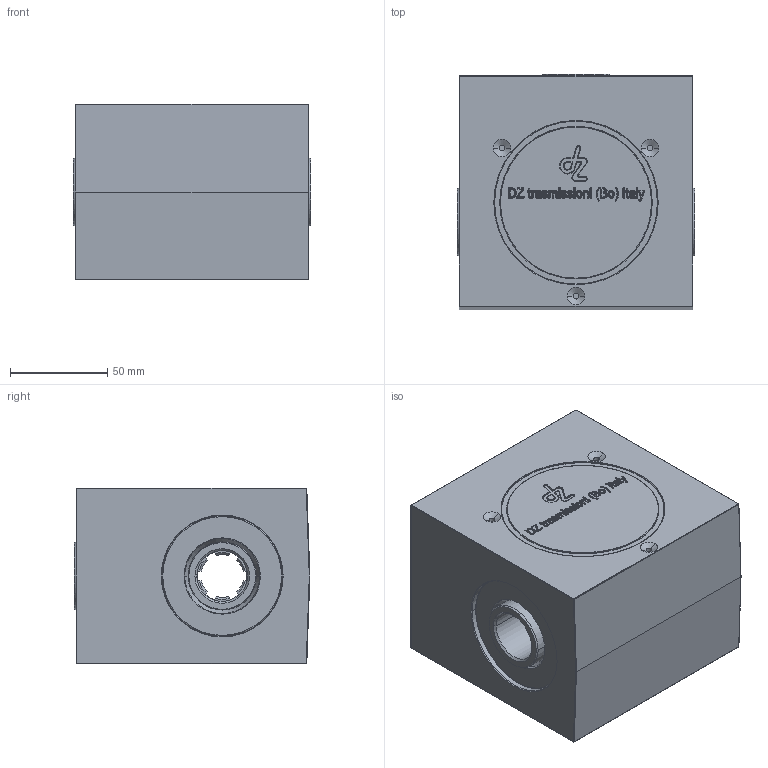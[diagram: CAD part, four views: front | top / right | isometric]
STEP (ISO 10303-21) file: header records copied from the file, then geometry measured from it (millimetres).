
FILE_DESCRIPTION(('STEP AP214'),'1');
FILE_NAME('_31.stp','2017-07-06T00:52:18',('TraceParts'),('TraceParts S.A.'),'Spatial InterOp 3D',' ',' ');
FILE_SCHEMA(('automotive_design'));
Length unit declared in the file: millimetre
Products named in the file (1): dz_512_–_31
Bounding box: 122 x 121 x 90 mm (x, y, z)
Volume: 1181131 mm3; surface area: 93022.5 mm2
Topology: 1 solids, 1 shells, 3954 faces, 9615 edges, 5417 vertices
Faces by surface type: cylinder 1630, bspline 1204, plane 403, sphere 331, torus 316, cone 70
Entity records: 188341 total; most frequent: CARTESIAN_POINT 70839, ORIENTED_EDGE 18552, DIRECTION 17275, EDGE_CURVE 9276, AXIS2_PLACEMENT_3D 7206, VERTEX_POINT 5417, CIRCLE 4407, EDGE_LOOP 4049
